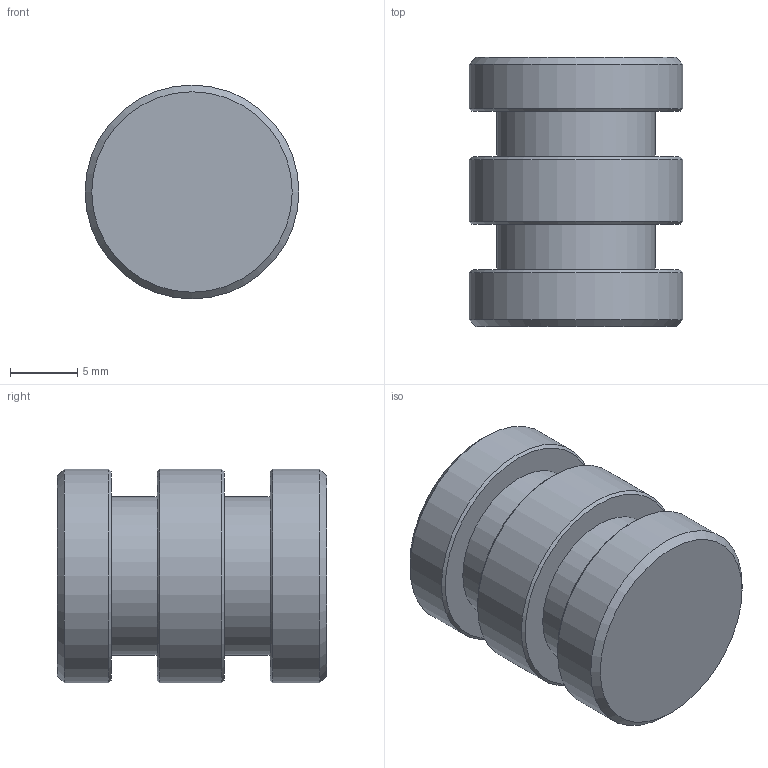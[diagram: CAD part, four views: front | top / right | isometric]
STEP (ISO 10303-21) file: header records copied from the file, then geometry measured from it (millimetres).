
FILE_DESCRIPTION(/* description */ (''),/* implementation_level */ '2;1');
FILE_NAME(/* name */ 'bouchon rms29 v1.step',/* time_stamp */ '2022-02-02T08:39:59+01:00',/* author */ (''),/* organization */ (''),/* preprocessor_version */ 'ST-DEVELOPER v18.1',/* originating_system */ 'Autodesk Translation Framework v10.13.0.1454',/* authorisation */ '');
FILE_SCHEMA (('AUTOMOTIVE_DESIGN { 1 0 10303 214 3 1 1 }'));
Length unit declared in the file: millimetre
Products named in the file (1): bouchon rms29
Bounding box: 15.9 x 20 x 15.9 mm (x, y, z)
Volume: 3348.4 mm3; surface area: 1611.8 mm2
Topology: 1 solids, 1 shells, 17 faces, 31 edges, 20 vertices
Faces by surface type: cone 6, plane 6, cylinder 5
Full cylindrical faces by diameter (mm): 11.8 x2, 15.9 x3
Entity records: 462 total; most frequent: DIRECTION 87, CARTESIAN_POINT 69, ORIENTED_EDGE 62, AXIS2_PLACEMENT_3D 38, EDGE_CURVE 31, EDGE_LOOP 21, CIRCLE 20, VERTEX_POINT 20
